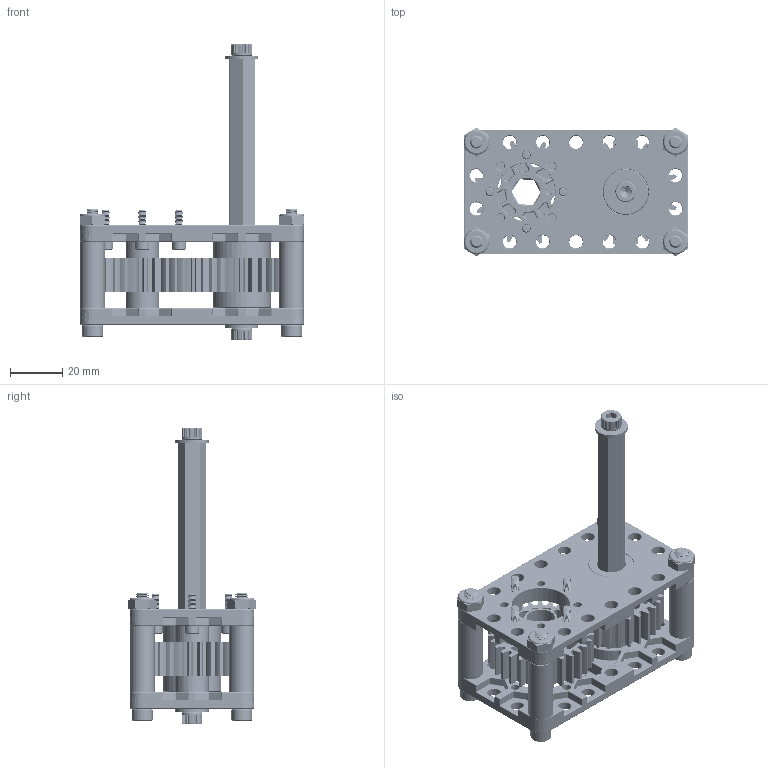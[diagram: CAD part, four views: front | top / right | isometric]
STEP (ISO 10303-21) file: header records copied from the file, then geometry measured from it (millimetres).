
FILE_DESCRIPTION (( 'STEP AP214' ), '1' );
FILE_NAME ('am-5029 Robits Pass Through Gearbox (Over Tube Config).STEP', '2025-03-06T16:54:34', ( '' ), ( '' ), 'SwSTEP 2.0', 'SolidWorks 2024', '' );
FILE_SCHEMA (( 'AUTOMOTIVE_DESIGN' ));
Length unit declared in the file: inch
Products named in the file (13): am-1048 10-32 x 1750 SHCS_am-1048 10-32 x 1750 SHCS; am-5020_30 30T 20DP 14.5PA 0.50 IN FW 0.375 Hex Gear; am-1026 #10 Flat Washer_am-1026 #10 Flat Washer; am-5021 RoBits Bushing for 0.375IN Hex; Robits Retention Screw Assembly; am-5003-0400 RoBits 0.375 in. Hex Shaft 4 in. Long; am-1002 10-32 x 0500 SHCS_am-1002 10-32 x 0500 SHCS; am-1696 0.194 ID 0.375 OD 1.000 Long Nylon Spacer; am-1698 0.430 ID 0.500 OD 0.250 Long Aluminum Spacer; am-1063 10-32 Nylock Jam Nut_am-1063 10-32 Nylock Jam Nut; am-5023 RoBits Pass Through Plate; am-5029 Robits Pass Through Gearbox (Over Tube Config); am-1706 M3 x 12mm SHCS  with patch_am-1706 M3 x 12mm SHCS (Patched)
Assembly tree (29 placements, depth 3):
  am-5029 Robits Pass Through Gearbox (Over Tube Config)
    am-5023 RoBits Pass Through Plate  x2
    am-1696 0.194 ID 0.375 OD 1.000 Long Nylon Spacer  x4
    am-1048 10-32 x 1750 SHCS_am-1048 10-32 x 1750 SHCS  x4
    am-1063 10-32 Nylock Jam Nut_am-1063 10-32 Nylock Jam Nut  x4
    am-1706 M3 x 12mm SHCS  with patch_am-1706 M3 x 12mm SHCS (Patched)  x4
    am-5020_30 30T 20DP 14.5PA 0.50 IN FW 0.375 Hex Gear  x2
    am-1698 0.430 ID 0.500 OD 0.250 Long Aluminum Spacer  x2
    am-5021 RoBits Bushing for 0.375IN Hex  x2
    am-5003-0400 RoBits 0.375 in. Hex Shaft 4 in. Long
    Robits Retention Screw Assembly  x2
      am-1026 #10 Flat Washer_am-1026 #10 Flat Washer
      am-1002 10-32 x 0500 SHCS_am-1002 10-32 x 0500 SHCS
Bounding box: 85.72 x 49.1 x 113.59 mm (x, y, z)
Volume: 70835 mm3; surface area: 62669.4 mm2
Topology: 33 solids, 33 shells, 5296 faces, 13186 edges, 8032 vertices
Faces by surface type: cylinder 1620, torus 1304, cone 1250, plane 792, bspline 282, sphere 48
Entity records: 88706 total; most frequent: CARTESIAN_POINT 33794, DIRECTION 11897, ORIENTED_EDGE 11496, EDGE_CURVE 5748, AXIS2_PLACEMENT_3D 5074, VERTEX_POINT 3500, CIRCLE 2866, EDGE_LOOP 2432
